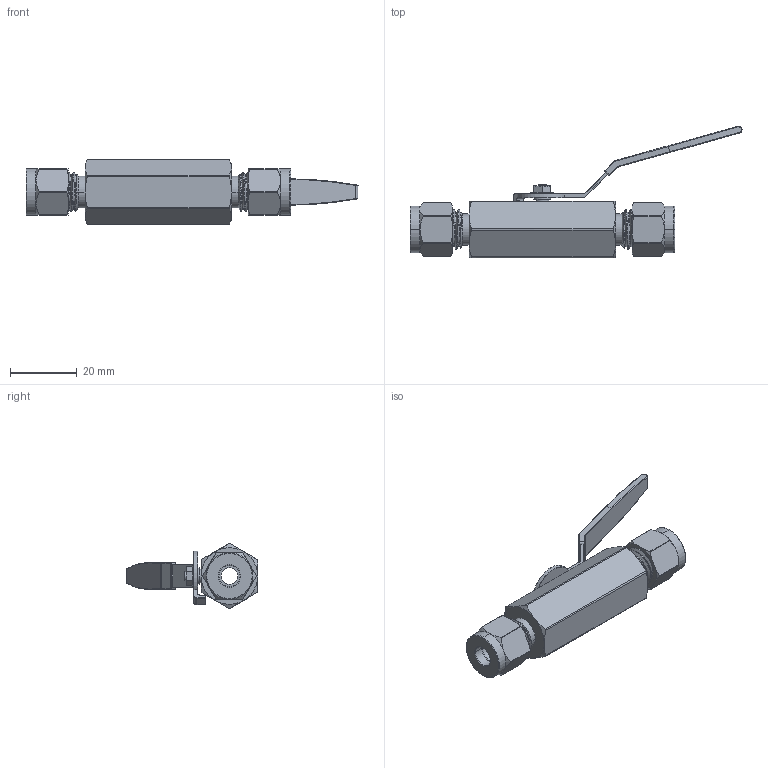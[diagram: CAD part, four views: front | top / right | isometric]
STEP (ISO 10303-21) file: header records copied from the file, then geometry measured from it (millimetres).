
FILE_DESCRIPTION((''),'2;1');
FILE_NAME('001_110_SERIES_MASTER_ASM','2025-07-08T15:27:44',('Administrator'),(''),'CREO PARAMETRIC BY PTC INC, 2020414','CREO PARAMETRIC BY PTC INC, 2020414','');
FILE_SCHEMA(('AUTOMOTIVE_DESIGN { 1 0 10303 214 1 1 1 1 }'));
Length unit declared in the file: millimetre
Products named in the file (7): BVH-4T-BODY; BVH-4T-NUT; BVH-4T-BACK_FERRULE; BVH-4T-FRONT_FERRULE; BVH-4T-LEVER-HANDLE; BVH-4T-WASHER-NUT; 001_110_SERIES_MASTER_ASM
Assembly tree (9 placements, depth 2):
  001_110_SERIES_MASTER_ASM
    BVH-4T-BODY
    BVH-4T-NUT  x2
    BVH-4T-BACK_FERRULE  x2
    BVH-4T-FRONT_FERRULE  x2
    BVH-4T-LEVER-HANDLE
    BVH-4T-WASHER-NUT
Bounding box: 99.75 x 39.5 x 19.47 mm (x, y, z)
Volume: 14895.2 mm3; surface area: 10534.7 mm2
Topology: 9 solids, 9 shells, 419 faces, 1011 edges, 654 vertices
Faces by surface type: cylinder 149, cone 86, torus 84, plane 70, bspline 26, sphere 4
Entity records: 15747 total; most frequent: CARTESIAN_POINT 7545, DIRECTION 1557, ORIENTED_EDGE 1506, EDGE_CURVE 753, AXIS2_PLACEMENT_3D 654, VERTEX_POINT 450, EDGE_LOOP 343, FACE_OUTER_BOUND 324
